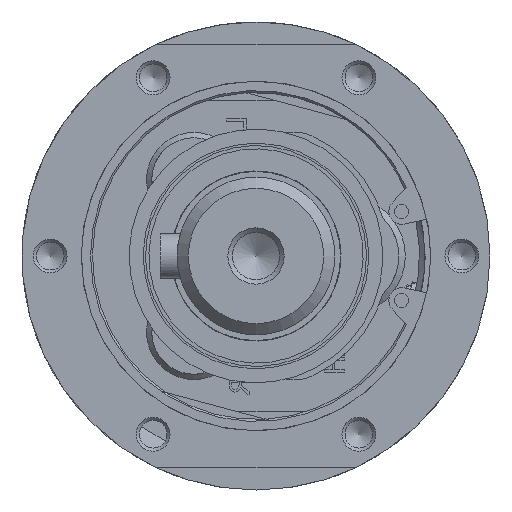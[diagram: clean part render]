
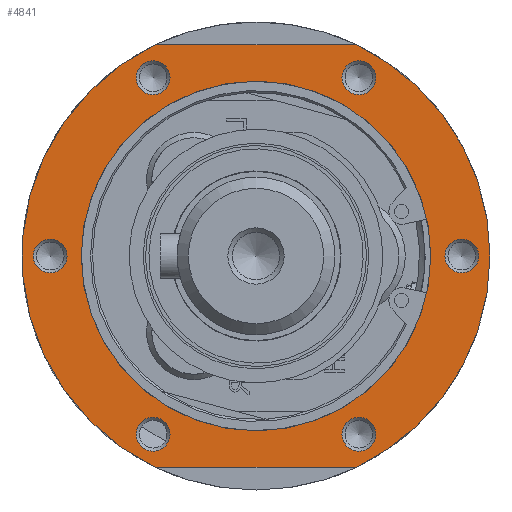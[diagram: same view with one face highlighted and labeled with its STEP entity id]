
A CAD part, left-side view. The second image highlights one B-rep face of the part: STEP entity #4841.
In plain terms, the highlighted planar face has unit normal (-1, 0, 0).
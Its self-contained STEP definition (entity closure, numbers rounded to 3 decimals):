
#408=FACE_BOUND('',#1044,.T.);
#409=FACE_BOUND('',#1045,.T.);
#410=FACE_BOUND('',#1046,.T.);
#411=FACE_BOUND('',#1047,.T.);
#412=FACE_BOUND('',#1048,.T.);
#413=FACE_BOUND('',#1049,.T.);
#414=FACE_BOUND('',#1050,.T.);
#536=PLANE('',#5342);
#761=FACE_OUTER_BOUND('',#1043,.T.);
#1043=EDGE_LOOP('',(#4289,#4290,#4291,#4292,#4293));
#1044=EDGE_LOOP('',(#4294));
#1045=EDGE_LOOP('',(#4295));
#1046=EDGE_LOOP('',(#4296));
#1047=EDGE_LOOP('',(#4297,#4298));
#1048=EDGE_LOOP('',(#4299));
#1049=EDGE_LOOP('',(#4300));
#1050=EDGE_LOOP('',(#4301));
#1305=CIRCLE('',#5291,31.);
#1306=CIRCLE('',#5292,31.);
#1322=CIRCLE('',#5318,3.);
#1325=CIRCLE('',#5323,3.);
#1328=CIRCLE('',#5328,3.);
#1331=CIRCLE('',#5333,3.);
#1334=CIRCLE('',#5338,3.);
#1337=CIRCLE('',#5343,41.5);
#1338=CIRCLE('',#5344,41.5);
#1339=CIRCLE('',#5345,41.5);
#1340=CIRCLE('',#5346,3.);
#1707=LINE('',#8293,#2023);
#1708=LINE('',#8299,#2024);
#2023=VECTOR('',#6609,10.);
#2024=VECTOR('',#6614,10.);
#2392=VERTEX_POINT('',#8184);
#2393=VERTEX_POINT('',#8186);
#2414=VERTEX_POINT('',#8241);
#2417=VERTEX_POINT('',#8251);
#2420=VERTEX_POINT('',#8261);
#2423=VERTEX_POINT('',#8271);
#2426=VERTEX_POINT('',#8281);
#2429=VERTEX_POINT('',#8291);
#2430=VERTEX_POINT('',#8292);
#2431=VERTEX_POINT('',#8294);
#2432=VERTEX_POINT('',#8296);
#2433=VERTEX_POINT('',#8298);
#2434=VERTEX_POINT('',#8301);
#3025=EDGE_CURVE('',#2393,#2392,#1305,.T.);
#3026=EDGE_CURVE('',#2392,#2393,#1306,.T.);
#3049=EDGE_CURVE('',#2414,#2414,#1322,.T.);
#3054=EDGE_CURVE('',#2417,#2417,#1325,.T.);
#3059=EDGE_CURVE('',#2420,#2420,#1328,.T.);
#3064=EDGE_CURVE('',#2423,#2423,#1331,.T.);
#3069=EDGE_CURVE('',#2426,#2426,#1334,.T.);
#3074=EDGE_CURVE('',#2429,#2430,#1707,.T.);
#3075=EDGE_CURVE('',#2431,#2430,#1337,.T.);
#3076=EDGE_CURVE('',#2432,#2431,#1338,.T.);
#3077=EDGE_CURVE('',#2432,#2433,#1708,.T.);
#3078=EDGE_CURVE('',#2429,#2433,#1339,.T.);
#3079=EDGE_CURVE('',#2434,#2434,#1340,.T.);
#4289=ORIENTED_EDGE('',*,*,#3074,.T.);
#4290=ORIENTED_EDGE('',*,*,#3075,.F.);
#4291=ORIENTED_EDGE('',*,*,#3076,.F.);
#4292=ORIENTED_EDGE('',*,*,#3077,.T.);
#4293=ORIENTED_EDGE('',*,*,#3078,.F.);
#4294=ORIENTED_EDGE('',*,*,#3069,.F.);
#4295=ORIENTED_EDGE('',*,*,#3059,.F.);
#4296=ORIENTED_EDGE('',*,*,#3049,.F.);
#4297=ORIENTED_EDGE('',*,*,#3025,.T.);
#4298=ORIENTED_EDGE('',*,*,#3026,.T.);
#4299=ORIENTED_EDGE('',*,*,#3054,.F.);
#4300=ORIENTED_EDGE('',*,*,#3064,.F.);
#4301=ORIENTED_EDGE('',*,*,#3079,.F.);
#4841=ADVANCED_FACE('',(#761,#408,#409,#410,#411,#412,#413,#414),#536,.T.);
#5291=AXIS2_PLACEMENT_3D('',#8187,#6488,#6489);
#5292=AXIS2_PLACEMENT_3D('',#8188,#6490,#6491);
#5318=AXIS2_PLACEMENT_3D('',#8242,#6549,#6550);
#5323=AXIS2_PLACEMENT_3D('',#8252,#6561,#6562);
#5328=AXIS2_PLACEMENT_3D('',#8262,#6573,#6574);
#5333=AXIS2_PLACEMENT_3D('',#8272,#6585,#6586);
#5338=AXIS2_PLACEMENT_3D('',#8282,#6597,#6598);
#5342=AXIS2_PLACEMENT_3D('',#8290,#6607,#6608);
#5343=AXIS2_PLACEMENT_3D('',#8295,#6610,#6611);
#5344=AXIS2_PLACEMENT_3D('',#8297,#6612,#6613);
#5345=AXIS2_PLACEMENT_3D('',#8300,#6615,#6616);
#5346=AXIS2_PLACEMENT_3D('',#8302,#6617,#6618);
#6488=DIRECTION('center_axis',(1.,0.,0.));
#6489=DIRECTION('ref_axis',(0.,1.,0.));
#6490=DIRECTION('center_axis',(1.,0.,0.));
#6491=DIRECTION('ref_axis',(0.,1.,0.));
#6549=DIRECTION('center_axis',(-1.,0.,0.));
#6550=DIRECTION('ref_axis',(0.,-0.866,-0.5));
#6561=DIRECTION('center_axis',(-1.,0.,0.));
#6562=DIRECTION('ref_axis',(0.,0.,
-1.));
#6573=DIRECTION('center_axis',(-1.,0.,0.));
#6574=DIRECTION('ref_axis',(0.,-0.866,0.5));
#6585=DIRECTION('center_axis',(-1.,0.,0.));
#6586=DIRECTION('ref_axis',(0.,0.866,-0.5));
#6597=DIRECTION('center_axis',(-1.,0.,0.));
#6598=DIRECTION('ref_axis',(0.,0.,1.));
#6607=DIRECTION('center_axis',(-1.,0.,0.));
#6608=DIRECTION('ref_axis',(0.,0.,1.));
#6609=DIRECTION('',(0.,-1.,0.));
#6610=DIRECTION('center_axis',(1.,0.,0.));
#6611=DIRECTION('ref_axis',(0.,1.,0.));
#6612=DIRECTION('center_axis',(1.,0.,0.));
#6613=DIRECTION('ref_axis',(0.,1.,0.));
#6614=DIRECTION('',(0.,1.,0.));
#6615=DIRECTION('center_axis',(1.,0.,0.));
#6616=DIRECTION('ref_axis',(0.,1.,0.));
#6617=DIRECTION('center_axis',(-1.,0.,0.));
#6618=DIRECTION('ref_axis',(0.,0.866,0.5));
#8184=CARTESIAN_POINT('',(-145.951,-31.,0.));
#8186=CARTESIAN_POINT('',(-145.951,31.,0.));
#8187=CARTESIAN_POINT('Origin',(-145.951,0.,
0.));
#8188=CARTESIAN_POINT('Origin',(-145.951,0.,
0.));
#8241=CARTESIAN_POINT('',(-145.951,20.848,-30.11));
#8242=CARTESIAN_POINT('Origin',(-145.951,18.25,-31.61));
#8251=CARTESIAN_POINT('',(-145.951,36.5,3.));
#8252=CARTESIAN_POINT('Origin',(-145.951,36.5,0.));
#8261=CARTESIAN_POINT('',(-145.951,-15.652,-33.11));
#8262=CARTESIAN_POINT('Origin',(-145.951,-18.25,-31.61));
#8271=CARTESIAN_POINT('',(-145.951,15.652,33.11));
#8272=CARTESIAN_POINT('Origin',(-145.951,18.25,31.61));
#8281=CARTESIAN_POINT('',(-145.951,-36.5,-3.));
#8282=CARTESIAN_POINT('Origin',(-145.951,-36.5,0.));
#8290=CARTESIAN_POINT('Origin',(-145.951,36.25,0.));
#8291=CARTESIAN_POINT('',(-145.951,17.776,-37.5));
#8292=CARTESIAN_POINT('',(-145.951,-17.776,-37.5));
#8293=CARTESIAN_POINT('',(-145.951,4.214,-37.5));
#8294=CARTESIAN_POINT('',(-145.951,-41.5,0.));
#8295=CARTESIAN_POINT('Origin',(-145.951,0.,
0.));
#8296=CARTESIAN_POINT('',(-145.951,-17.776,37.5));
#8297=CARTESIAN_POINT('Origin',(-145.951,0.,
0.));
#8298=CARTESIAN_POINT('',(-145.951,17.776,37.5));
#8299=CARTESIAN_POINT('',(-145.951,32.036,37.5));
#8300=CARTESIAN_POINT('Origin',(-145.951,0.,
0.));
#8301=CARTESIAN_POINT('',(-145.951,-20.848,30.11));
#8302=CARTESIAN_POINT('Origin',(-145.951,-18.25,31.61));
